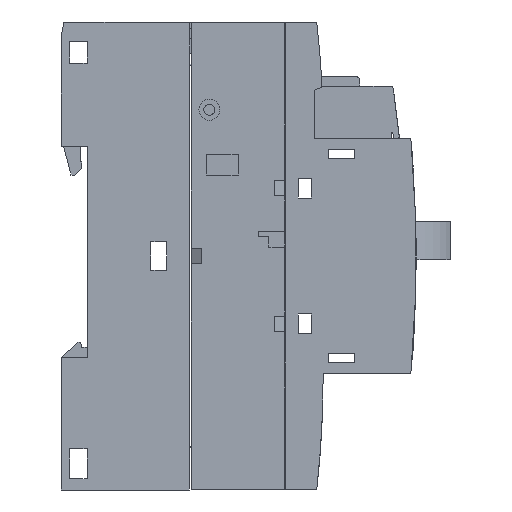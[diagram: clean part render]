
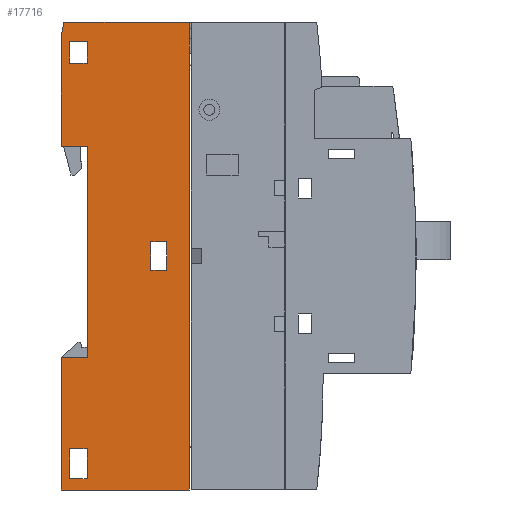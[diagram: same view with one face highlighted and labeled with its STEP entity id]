
A CAD part, left-side view. The second image highlights one B-rep face of the part: STEP entity #17716.
In plain terms, the highlighted planar face has unit normal (-1, 0, 0).
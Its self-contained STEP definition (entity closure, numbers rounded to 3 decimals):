
#6256=EDGE_CURVE('',#12992,#12918,#18575,.T.);
#6534=EDGE_CURVE('',#13848,#17928,#18883,.T.);
#6766=VERTEX_POINT('',#19139);
#7348=VERTEX_POINT('',#19774);
#7430=EDGE_CURVE('',#9638,#11188,#19861,.T.);
#7530=VERTEX_POINT('',#19967);
#7806=EDGE_CURVE('',#16164,#10760,#20268,.T.);
#8390=EDGE_CURVE('',#8884,#12216,#20907,.T.);
#8508=VERTEX_POINT('',#21038);
#8884=VERTEX_POINT('',#21447);
#9554=EDGE_CURVE('',#16628,#13200,#22188,.T.);
#9638=VERTEX_POINT('',#22283);
#9762=EDGE_CURVE('',#11188,#7348,#22418,.T.);
#10018=EDGE_CURVE('',#14556,#6766,#22716,.T.);
#10130=EDGE_CURVE('',#16628,#14556,#22839,.T.);
#10154=EDGE_CURVE('',#12870,#15726,#22864,.T.);
#10600=EDGE_CURVE('',#15726,#7530,#23352,.T.);
#10760=VERTEX_POINT('',#23531);
#10964=EDGE_CURVE('',#12918,#8884,#23755,.T.);
#10978=VERTEX_POINT('',#23770);
#11000=EDGE_CURVE('',#6766,#12870,#23792,.T.);
#11130=EDGE_CURVE('',#17928,#13200,#23946,.T.);
#11188=VERTEX_POINT('',#24008);
#11282=EDGE_CURVE('',#7348,#8508,#24109,.T.);
#11348=EDGE_CURVE('',#14088,#10978,#24181,.T.);
#12216=VERTEX_POINT('',#25138);
#12870=VERTEX_POINT('',#25852);
#12918=VERTEX_POINT('',#25907);
#12992=VERTEX_POINT('',#25987);
#13200=VERTEX_POINT('',#26212);
#13662=EDGE_CURVE('',#10978,#16164,#26716,.T.);
#13840=VERTEX_POINT('',#26910);
#13848=VERTEX_POINT('',#26920);
#14088=VERTEX_POINT('',#27185);
#14556=VERTEX_POINT('',#27699);
#15726=VERTEX_POINT('',#28975);
#15966=EDGE_CURVE('',#7530,#13840,#29240,.T.);
#16020=EDGE_CURVE('',#8508,#9638,#29300,.T.);
#16164=VERTEX_POINT('',#29461);
#16210=EDGE_CURVE('',#13840,#13848,#29513,.T.);
#16524=EDGE_CURVE('',#12216,#12992,#29861,.T.);
#16628=VERTEX_POINT('',#29974);
#17366=EDGE_CURVE('',#10760,#14088,#30768,.T.);
#17716=ADVANCED_FACE('',(#31154,#31155,#31156,#31157),#31158,.T.);
#17928=VERTEX_POINT('',#31398);
#18575=LINE('',#32138,#32139);
#18883=LINE('',#32648,#32649);
#19139=CARTESIAN_POINT('',(-22.4,-0.529,45.3));
#19774=CARTESIAN_POINT('',(-22.4,-1.636,-36.4));
#19861=LINE('',#34223,#34224);
#19967=CARTESIAN_POINT('',(-22.4,-5.,21.5));
#20268=LINE('',#34837,#34838);
#20907=LINE('',#35760,#35761);
#21038=CARTESIAN_POINT('',(-22.4,-5.,-36.4));
#21447=CARTESIAN_POINT('',(-22.4,-17.2,-2.2));
#22188=LINE('',#37835,#37836);
#22283=CARTESIAN_POINT('',(-22.4,-5.,-42.1));
#22418=LINE('',#38180,#38181);
#22716=LINE('',#38675,#38676);
#22839=LINE('',#38871,#38872);
#22864=LINE('',#38923,#38924);
#23352=LINE('',#39697,#39698);
#23531=CARTESIAN_POINT('',(-22.4,-5.,41.6));
#23755=LINE('',#40338,#40339);
#23770=CARTESIAN_POINT('',(-22.4,-1.636,37.4));
#23792=LINE('',#40393,#40394);
#23946=LINE('',#40643,#40644);
#24008=CARTESIAN_POINT('',(-22.4,-1.636,-42.1));
#24109=LINE('',#40898,#40899);
#24181=LINE('',#41063,#41064);
#25138=CARTESIAN_POINT('',(-22.4,-17.2,3.2));
#25852=CARTESIAN_POINT('',(-22.4,0.,42.3));
#25907=CARTESIAN_POINT('',(-22.4,-20.2,-2.2));
#25987=CARTESIAN_POINT('',(-22.4,-20.2,3.2));
#26212=CARTESIAN_POINT('',(-22.4,0.,-44.3));
#26716=LINE('',#45185,#45186);
#26910=CARTESIAN_POINT('',(-22.4,-5.,-19.0));
#26920=CARTESIAN_POINT('',(-22.4,0.,-19.0));
#27185=CARTESIAN_POINT('',(-22.4,-5.,37.4));
#27699=CARTESIAN_POINT('',(-22.4,-24.6,45.3));
#28975=CARTESIAN_POINT('',(-22.4,0.,21.5));
#29240=LINE('',#49403,#49404);
#29300=LINE('',#49491,#49492);
#29461=CARTESIAN_POINT('',(-22.4,-1.636,41.6));
#29513=LINE('',#49795,#49796);
#29861=LINE('',#50286,#50287);
#29974=CARTESIAN_POINT('',(-22.4,-24.6,-44.3));
#30768=LINE('',#51823,#51824);
#31154=FACE_BOUND('',#52500,.T.);
#31155=FACE_BOUND('',#52501,.T.);
#31156=FACE_BOUND('',#52502,.T.);
#31157=FACE_OUTER_BOUND('',#52503,.T.);
#31158=PLANE('',#52504);
#31398=CARTESIAN_POINT('',(-22.4,0.,-19.));
#32138=CARTESIAN_POINT('',(-22.4,-20.2,21.55));
#32139=VECTOR('',#54086,1.0);
#32648=CARTESIAN_POINT('',(-22.4,-25.06,4.26));
#32649=VECTOR('',#54443,1.0);
#34223=CARTESIAN_POINT('',(-22.4,-15.459,-42.1));
#34224=VECTOR('',#55501,1.0);
#34837=CARTESIAN_POINT('',(-22.4,-15.459,41.6));
#34838=VECTOR('',#55879,1.0);
#35760=CARTESIAN_POINT('',(-22.4,-17.2,24.25));
#35761=VECTOR('',#56594,1.0);
#37835=CARTESIAN_POINT('',(-22.4,-27.6,-44.3));
#37836=VECTOR('',#58043,1.0);
#38180=CARTESIAN_POINT('',(-22.4,-1.636,3.025));
#38181=VECTOR('',#58294,1.0);
#38675=CARTESIAN_POINT('',(-22.4,-27.6,45.3));
#38676=VECTOR('',#58811,1.0);
#38871=CARTESIAN_POINT('',(-22.4,-24.6,22.65));
#38872=VECTOR('',#58943,1.0);
#38923=CARTESIAN_POINT('',(-22.4,0.,45.3));
#38924=VECTOR('',#58958,1.0);
#39697=CARTESIAN_POINT('',(-22.4,-4.6,21.5));
#39698=VECTOR('',#59482,1.0);
#40338=CARTESIAN_POINT('',(-22.4,-22.4,-2.2));
#40339=VECTOR('',#59923,1.0);
#40393=CARTESIAN_POINT('',(-22.4,-0.673,46.115));
#40394=VECTOR('',#59950,1.0);
#40643=CARTESIAN_POINT('',(-22.4,0.,45.3));
#40644=VECTOR('',#60175,1.0);
#40898=CARTESIAN_POINT('',(-22.4,-15.459,-36.4));
#40899=VECTOR('',#60319,1.0);
#41063=CARTESIAN_POINT('',(-22.4,-15.459,37.4));
#41064=VECTOR('',#60396,1.0);
#45185=CARTESIAN_POINT('',(-22.4,-1.636,42.4));
#45186=VECTOR('',#63153,1.0);
#49403=CARTESIAN_POINT('',(-22.4,-5.,23.552));
#49404=VECTOR('',#65911,1.0);
#49491=CARTESIAN_POINT('',(-22.4,-5.,3.025));
#49492=VECTOR('',#65979,1.0);
#49795=CARTESIAN_POINT('',(-22.4,-4.6,-19.0));
#49796=VECTOR('',#66227,1.0);
#50286=CARTESIAN_POINT('',(-22.4,-23.9,3.2));
#50287=VECTOR('',#66698,1.0);
#51823=CARTESIAN_POINT('',(-22.4,-5.,42.4));
#51824=VECTOR('',#67620,1.0);
#52500=EDGE_LOOP('',(#68034,#68035,#68036,#68037));
#52501=EDGE_LOOP('',(#68038,#68039,#68040,#68041));
#52502=EDGE_LOOP('',(#68042,#68043,#68044,#68045));
#52503=EDGE_LOOP('',(#68046,#68047,#68048,#68049,#68050,#68051,#68052,#68053,#68054,#68055));
#52504=AXIS2_PLACEMENT_3D('',#68056,#68057,#68058);
#54086=DIRECTION('',(0.0,0.0,-1.0));
#54443=DIRECTION('',(0.0,0.733,-0.68));
#55501=DIRECTION('',(0.0,1.0,-0.0));
#55879=DIRECTION('',(-0.0,-1.0,0.0));
#56594=DIRECTION('',(-0.0,0.0,1.0));
#58043=DIRECTION('',(0.0,1.0,0.0));
#58294=DIRECTION('',(0.0,0.0,1.0));
#58811=DIRECTION('',(0.0,1.0,0.0));
#58943=DIRECTION('',(0.0,0.0,1.0));
#58958=DIRECTION('',(0.0,0.0,-1.0));
#59482=DIRECTION('',(-0.0,-1.0,0.0));
#59923=DIRECTION('',(0.0,1.0,0.0));
#59950=DIRECTION('',(0.0,0.174,-0.985));
#60175=DIRECTION('',(0.0,0.0,-1.0));
#60319=DIRECTION('',(-0.0,-1.0,0.0));
#60396=DIRECTION('',(0.0,1.0,-0.0));
#63153=DIRECTION('',(0.0,0.0,1.0));
#65911=DIRECTION('',(0.0,0.0,-1.0));
#65979=DIRECTION('',(0.0,0.0,-1.0));
#66227=DIRECTION('',(0.0,1.0,0.0));
#66698=DIRECTION('',(-0.0,-1.0,0.0));
#67620=DIRECTION('',(0.0,0.0,-1.0));
#68034=ORIENTED_EDGE('',*,*,#10964,.T.);
#68035=ORIENTED_EDGE('',*,*,#8390,.T.);
#68036=ORIENTED_EDGE('',*,*,#16524,.T.);
#68037=ORIENTED_EDGE('',*,*,#6256,.T.);
#68038=ORIENTED_EDGE('',*,*,#7430,.T.);
#68039=ORIENTED_EDGE('',*,*,#9762,.T.);
#68040=ORIENTED_EDGE('',*,*,#11282,.T.);
#68041=ORIENTED_EDGE('',*,*,#16020,.T.);
#68042=ORIENTED_EDGE('',*,*,#11348,.T.);
#68043=ORIENTED_EDGE('',*,*,#13662,.T.);
#68044=ORIENTED_EDGE('',*,*,#7806,.T.);
#68045=ORIENTED_EDGE('',*,*,#17366,.T.);
#68046=ORIENTED_EDGE('',*,*,#16210,.T.);
#68047=ORIENTED_EDGE('',*,*,#6534,.T.);
#68048=ORIENTED_EDGE('',*,*,#11130,.T.);
#68049=ORIENTED_EDGE('',*,*,#9554,.F.);
#68050=ORIENTED_EDGE('',*,*,#10130,.T.);
#68051=ORIENTED_EDGE('',*,*,#10018,.T.);
#68052=ORIENTED_EDGE('',*,*,#11000,.T.);
#68053=ORIENTED_EDGE('',*,*,#10154,.T.);
#68054=ORIENTED_EDGE('',*,*,#10600,.T.);
#68055=ORIENTED_EDGE('',*,*,#15966,.T.);
#68056=CARTESIAN_POINT('',(-22.4,-27.6,45.3));
#68057=DIRECTION('',(-1.0,0.0,0.0));
#68058=DIRECTION('',(0.0,0.0,1.0));
